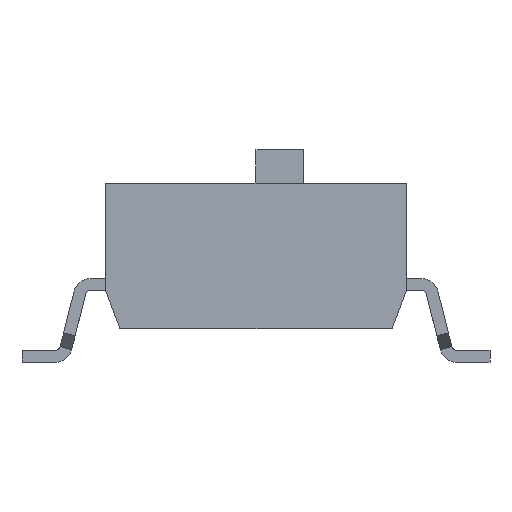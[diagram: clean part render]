
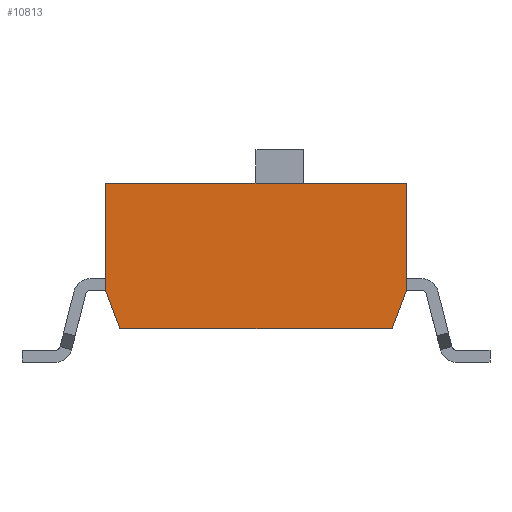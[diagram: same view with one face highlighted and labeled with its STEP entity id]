
A CAD part, left-side view. The second image highlights one B-rep face of the part: STEP entity #10813.
In plain terms, the highlighted planar face has unit normal (-1, 0, 0).
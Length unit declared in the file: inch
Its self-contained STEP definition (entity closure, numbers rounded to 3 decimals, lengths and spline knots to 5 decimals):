
#8933=CARTESIAN_POINT('',(-0.32047,0.12402,0.12008));
#8934=VERTEX_POINT('',#8933);
#8941=CARTESIAN_POINT('',(-0.32047,-0.12402,0.12008));
#8942=VERTEX_POINT('',#8941);
#8943=CARTESIAN_POINT('',(-0.32047,-0.12402,0.12008));
#8944=DIRECTION('',(0.0,1.0,0.0));
#8945=VECTOR('',#8944,0.24803);
#8946=LINE('',#8943,#8945);
#8947=EDGE_CURVE('',#8942,#8934,#8946,.T.);
#10525=CARTESIAN_POINT('',(-0.32047,0.12402,0.0315));
#10526=VERTEX_POINT('',#10525);
#10527=CARTESIAN_POINT('',(-0.32047,0.1122,0.));
#10528=VERTEX_POINT('',#10527);
#10529=CARTESIAN_POINT('',(-0.32047,0.12402,0.0315));
#10530=DIRECTION('',(0.0,-0.351,-0.936));
#10531=VECTOR('',#10530,0.03364);
#10532=LINE('',#10529,#10531);
#10533=EDGE_CURVE('',#10526,#10528,#10532,.T.);
#10607=CARTESIAN_POINT('',(-0.32047,-0.1122,0.));
#10608=VERTEX_POINT('',#10607);
#10609=CARTESIAN_POINT('',(-0.32047,-0.12402,0.0315));
#10610=VERTEX_POINT('',#10609);
#10611=CARTESIAN_POINT('',(-0.32047,-0.1122,0.));
#10612=DIRECTION('',(0.0,-0.351,0.936));
#10613=VECTOR('',#10612,0.03364);
#10614=LINE('',#10611,#10613);
#10615=EDGE_CURVE('',#10608,#10610,#10614,.T.);
#10711=CARTESIAN_POINT('',(-0.32047,0.12402,0.0315));
#10712=DIRECTION('',(0.0,0.0,1.0));
#10713=VECTOR('',#10712,0.08858);
#10714=LINE('',#10711,#10713);
#10715=EDGE_CURVE('',#10526,#8934,#10714,.T.);
#10744=CARTESIAN_POINT('',(-0.32047,-0.12402,0.0315));
#10745=DIRECTION('',(0.0,0.0,1.0));
#10746=VECTOR('',#10745,0.08858);
#10747=LINE('',#10744,#10746);
#10748=EDGE_CURVE('',#10610,#8942,#10747,.T.);
#10795=CARTESIAN_POINT('',(-0.32047,-0.13642,-0.006));
#10796=DIRECTION('',(-1.0,0.0,0.0));
#10797=DIRECTION('',(0.0,0.0,1.0));
#10798=AXIS2_PLACEMENT_3D('',#10795,#10796,#10797);
#10799=PLANE('',#10798);
#10800=ORIENTED_EDGE('',*,*,#10533,.T.);
#10801=CARTESIAN_POINT('',(-0.32047,-0.1122,0.0));
#10802=DIRECTION('',(0.0,1.0,0.0));
#10803=VECTOR('',#10802,0.22441);
#10804=LINE('',#10801,#10803);
#10805=EDGE_CURVE('',#10608,#10528,#10804,.T.);
#10806=ORIENTED_EDGE('',*,*,#10805,.F.);
#10807=ORIENTED_EDGE('',*,*,#10615,.T.);
#10808=ORIENTED_EDGE('',*,*,#10748,.T.);
#10809=ORIENTED_EDGE('',*,*,#8947,.T.);
#10810=ORIENTED_EDGE('',*,*,#10715,.F.);
#10811=EDGE_LOOP('',(#10800,#10806,#10807,#10808,#10809,#10810));
#10812=FACE_OUTER_BOUND('',#10811,.T.);
#10813=ADVANCED_FACE('',(#10812),#10799,.T.);
